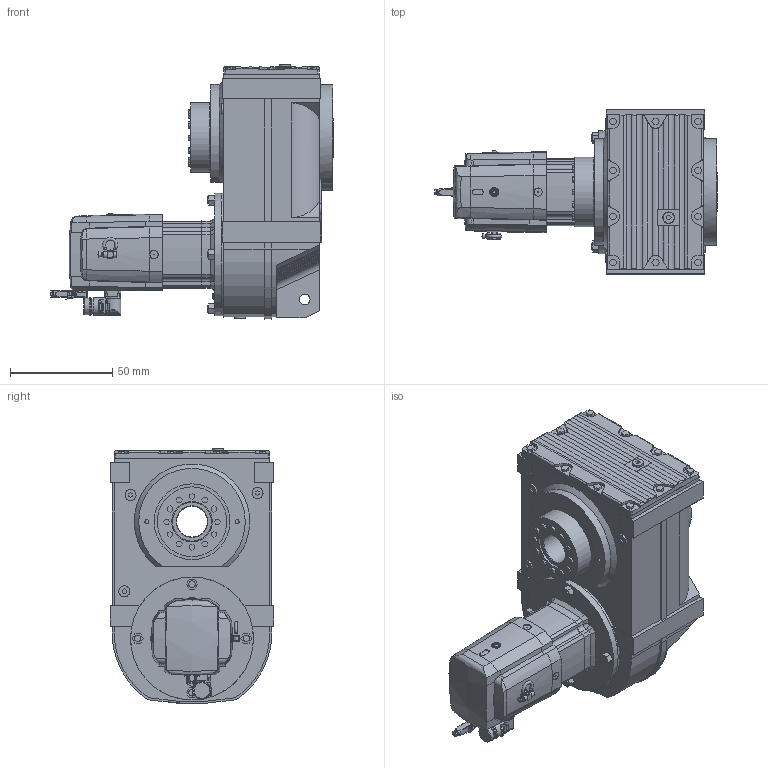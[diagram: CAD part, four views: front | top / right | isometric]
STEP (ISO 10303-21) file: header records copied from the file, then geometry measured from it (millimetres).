
FILE_DESCRIPTION(/* description */ (''),/* implementation_level */ '2;1');
FILE_NAME(/* name */ 'SEW-FH97 Miniatur 20 mit 5mm Wand.step',/* time_stamp */ '2026-02-21T10:00:46+01:00',/* author */ ('marku'),/* organization */ (''),/* preprocessor_version */ 'ST-DEVELOPER v20.1',/* originating_system */ 'Autodesk Inventor 2026',/* authorisation */ '');
FILE_SCHEMA (('CONFIG_CONTROL_DESIGN'));
Products named in the file (1): SEW-FH97 Miniatur 20 mit 5mm Wand
Bounding box: 138.06 x 80 x 124.22 mm (x, y, z)
Volume: 246098.1 mm3; surface area: 110597.4 mm2
Topology: 26 solids, 34 shells, 1464 faces, 3754 edges, 2455 vertices
Faces by surface type: plane 815, cylinder 381, bspline 179, cone 66, torus 13, sphere 10
Full cylindrical faces by diameter (mm): 0.4 x31, 0.5 x2, 0.6 x2, 0.7 x2, 0.76 x2, 0.84 x2, 1 x2, 1.4 x2, 1.6 x6, 1.8 x1, 2 x2, 2.4 x2, 2.7 x4, 2.8 x1, 3.2 x5, 3.234 x1, 3.56 x2, 4 x3, 4.4 x3, 5.2 x1, 5.4 x6, 5.6 x1, 5.65 x1, 7.6 x2, 8 x2, 8.04 x1, 8.099 x1, 8.5 x1, 8.6 x1, 13.6 x1
Entity records: 56846 total; most frequent: CARTESIAN_POINT 22029, ORIENTED_EDGE 7458, DIRECTION 6841, EDGE_CURVE 3729, VERTEX_POINT 2455, AXIS2_PLACEMENT_3D 2375, LINE 2091, VECTOR 2091
